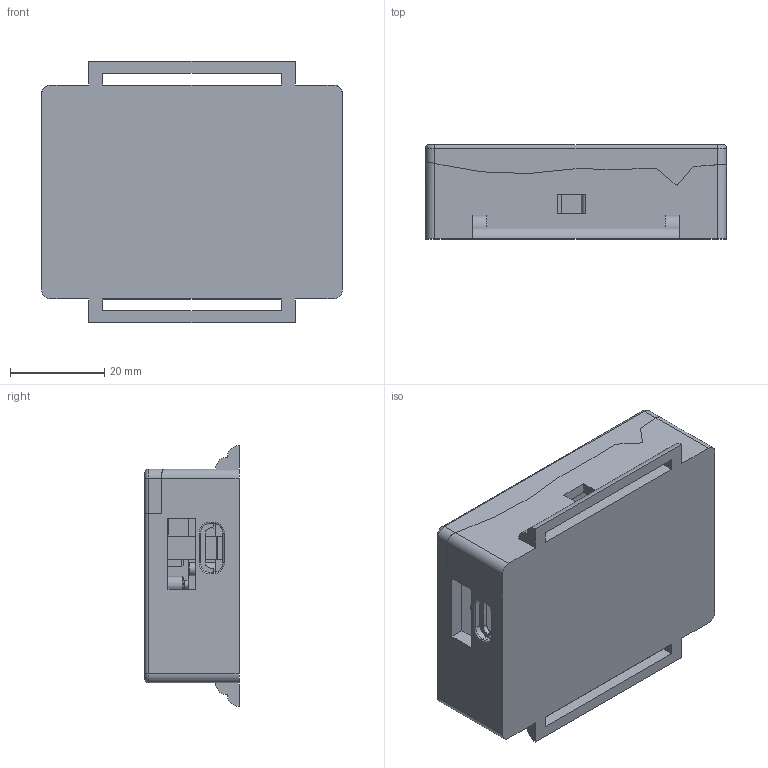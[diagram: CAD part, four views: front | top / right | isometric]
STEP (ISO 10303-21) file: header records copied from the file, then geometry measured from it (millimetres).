
FILE_DESCRIPTION(/* description */ (''),/* implementation_level */ '2;1');
FILE_NAME(/* name */ 'V1.0 Open-Source.step',/* time_stamp */ '2023-10-09T17:14:37+08:00',/* author */ (''),/* organization */ (''),/* preprocessor_version */ 'ST-DEVELOPER v20',/* originating_system */ 'Autodesk Translation Framework v12.14.0.127',/* authorisation */ '');
FILE_SCHEMA (('AUTOMOTIVE_DESIGN { 1 0 10303 214 3 1 1 }'));
Length unit declared in the file: millimetre
Products named in the file (1): V1.0 Open-Source
Bounding box: 64 x 20 x 55.5 mm (x, y, z)
Volume: 19780.5 mm3; surface area: 22069.6 mm2
Topology: 2 solids, 2 shells, 259 faces, 671 edges, 428 vertices
Faces by surface type: plane 183, cylinder 54, torus 12, cone 10
Full cylindrical faces by diameter (mm): 1.5 x3, 1.8 x2, 2 x2, 2.8 x2, 3.5 x4, 5 x2, 6 x1
Entity records: 7921 total; most frequent: CARTESIAN_POINT 1423, ORIENTED_EDGE 1342, DIRECTION 1319, EDGE_CURVE 671, LINE 523, VECTOR 523, VERTEX_POINT 428, AXIS2_PLACEMENT_3D 398
